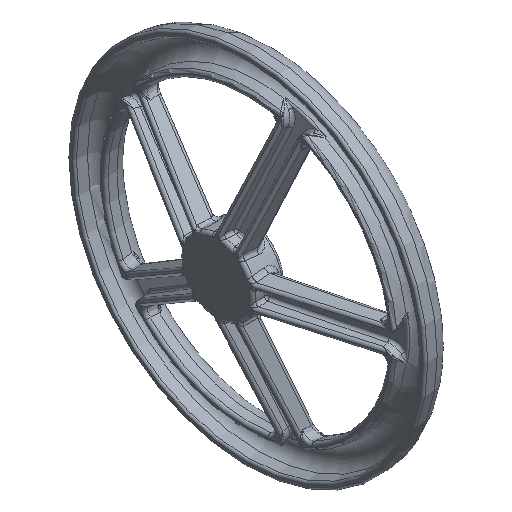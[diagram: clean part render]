
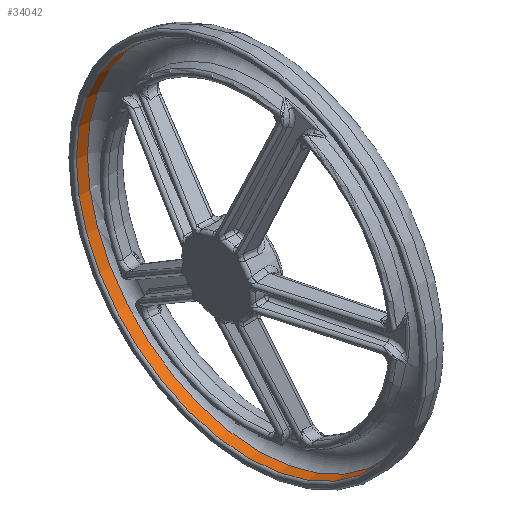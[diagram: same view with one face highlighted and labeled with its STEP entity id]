
A CAD part, isometric view. The second image highlights one B-rep face of the part: STEP entity #34042.
In plain terms, the highlighted conical face has half-angle 5 degrees and reference radius 153.026 mm.
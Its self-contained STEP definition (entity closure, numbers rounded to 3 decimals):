
#815 = EDGE_LOOP ( 'NONE', ( #6893 ) ) ;
#832 = EDGE_LOOP ( 'NONE', ( #6892 ) ) ;
#6892 = ORIENTED_EDGE ( 'NONE', *, *, #33586, .T. ) ;
#6893 = ORIENTED_EDGE ( 'NONE', *, *, #33579, .F. ) ;
#18205 = CIRCLE ( 'NONE', #19913, 153.026 ) ;
#18209 = CIRCLE ( 'NONE', #19914, 153.817 ) ;
#18570 = FACE_OUTER_BOUND ( 'NONE', #832, .T. ) ;
#18578 = FACE_BOUND ( 'NONE', #815, .T. ) ;
#18582 = CONICAL_SURFACE ( 'NONE', #30584, 153.026, 0.087 ) ;
#18710 = VERTEX_POINT ( 'NONE', #33372 ) ;
#18711 = VERTEX_POINT ( 'NONE', #33373 ) ;
#19805 = CARTESIAN_POINT ( 'NONE',  ( -15.128, 0., -9.497 ) ) ;
#19806 = DIRECTION ( 'NONE',  ( -1., 0., 0. ) ) ;
#19807 = DIRECTION ( 'NONE',  ( 0., 0., 1. ) ) ;
#19835 = CARTESIAN_POINT ( 'NONE',  ( -24.174, 0., -9.497 ) ) ;
#19836 = DIRECTION ( 'NONE',  ( -1., 0., 0. ) ) ;
#19837 = DIRECTION ( 'NONE',  ( 0., 0., 1. ) ) ;
#19913 = AXIS2_PLACEMENT_3D ( 'NONE', #19805, #19806, #19807 ) ;
#19914 = AXIS2_PLACEMENT_3D ( 'NONE', #19835, #19836, #19837 ) ;
#29542 = DIRECTION ( 'NONE',  ( 0., 0., 1. ) ) ;
#29546 = CARTESIAN_POINT ( 'NONE',  ( -15.128, 0., -9.497 ) ) ;
#29548 = DIRECTION ( 'NONE',  ( -1., 0., 0. ) ) ;
#30584 = AXIS2_PLACEMENT_3D ( 'NONE', #29546, #29548, #29542 ) ;
#33372 = CARTESIAN_POINT ( 'NONE',  ( -15.128, 0., 143.529 ) ) ;
#33373 = CARTESIAN_POINT ( 'NONE',  ( -24.174, 0., 144.32 ) ) ;
#33579 = EDGE_CURVE ( 'NONE', #18710, #18710, #18205, .T. ) ;
#33586 = EDGE_CURVE ( 'NONE', #18711, #18711, #18209, .T. ) ;
#34042 = ADVANCED_FACE ( 'NONE', ( #18570, #18578 ), #18582, .F. ) ;
